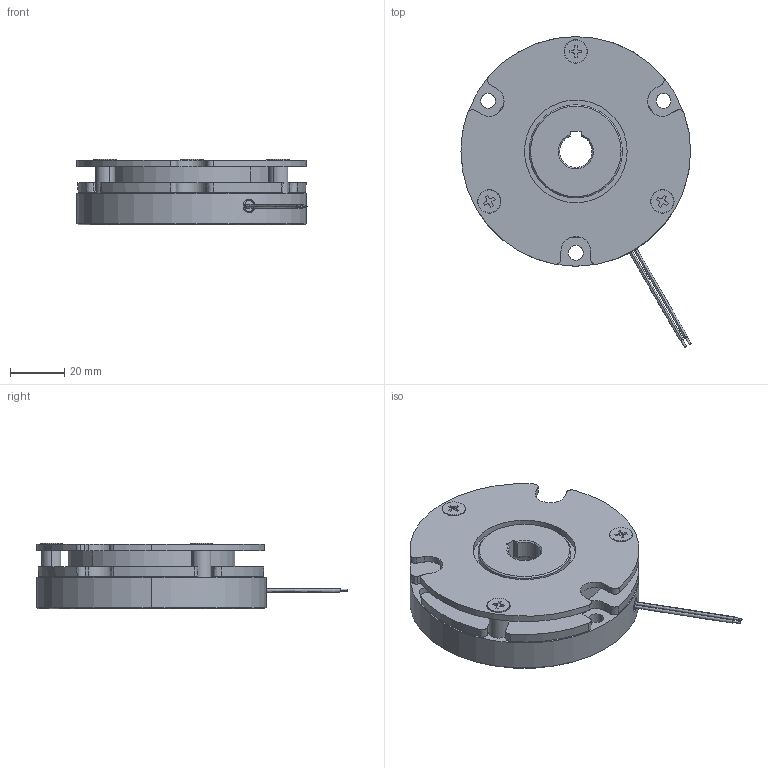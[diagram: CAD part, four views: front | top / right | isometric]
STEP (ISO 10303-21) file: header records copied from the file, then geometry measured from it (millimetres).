
FILE_DESCRIPTION (( 'STEP AP214' ), '1' );
FILE_NAME ('25463600.STEP', '2019-03-29T04:03:42', ( '' ), ( '' ), 'SwSTEP 2.0', 'SolidWorks 2018', '' );
FILE_SCHEMA (( 'AUTOMOTIVE_DESIGN' ));
Length unit declared in the file: millimetre
Products named in the file (1): 25463600
Bounding box: 85.17 x 115.06 x 24.35 mm (x, y, z)
Volume: 109280.7 mm3; surface area: 37425.5 mm2
Topology: 1 solids, 4 shells, 252 faces, 637 edges, 416 vertices
Faces by surface type: cylinder 103, plane 90, cone 37, bspline 22
Entity records: 20079 total; most frequent: CARTESIAN_POINT 11188, ORIENTED_EDGE 1274, DIRECTION 1265, EDGE_CURVE 637, AXIS2_PLACEMENT_3D 485, VERTEX_POINT 416, EDGE_LOOP 301, LINE 295
